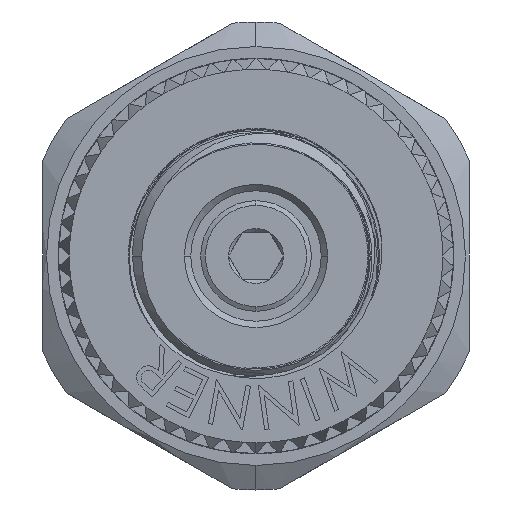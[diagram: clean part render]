
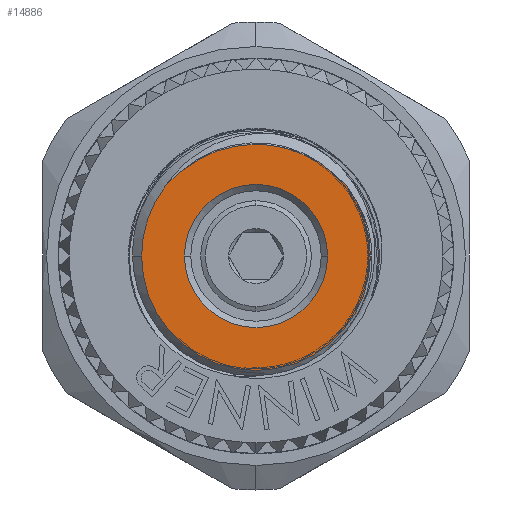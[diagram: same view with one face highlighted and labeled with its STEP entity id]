
A CAD part, left-side view. The second image highlights one B-rep face of the part: STEP entity #14886.
In plain terms, the highlighted planar face has unit normal (-1, 0, 0).
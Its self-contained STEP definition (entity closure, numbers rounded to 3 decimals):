
#1122 = AXIS2_PLACEMENT_3D ( 'NONE', #38746, #6996, #19466 ) ;
#1450 = CARTESIAN_POINT ( 'NONE',  ( -138.4, -5.715, 4.437 ) ) ;
#1815 = B_SPLINE_CURVE_WITH_KNOTS ( 'NONE', 3,
 ( #33002, #10364, #16927, #39285 ),
 .UNSPECIFIED., .F., .F.,
 ( 4, 4 ),
 ( 0., 0.001 ),
 .UNSPECIFIED. ) ;
#1914 = ORIENTED_EDGE ( 'NONE', *, *, #40202, .T. ) ;
#1975 = CARTESIAN_POINT ( 'NONE',  ( -138.4, 0.851, 7.06 ) ) ;
#2117 = CARTESIAN_POINT ( 'NONE',  ( -138.4, -3.31, 6.291 ) ) ;
#2593 = VERTEX_POINT ( 'NONE', #32519 ) ;
#2629 = AXIS2_PLACEMENT_3D ( 'NONE', #17454, #36882, #39807 ) ;
#2719 = VERTEX_POINT ( 'NONE', #14020 ) ;
#3438 = EDGE_LOOP ( 'NONE', ( #1914, #36615 ) ) ;
#4614 = CARTESIAN_POINT ( 'NONE',  ( -138.4, 0., 0. ) ) ;
#5205 = CARTESIAN_POINT ( 'NONE',  ( -138.4, 4.401, 5.634 ) ) ;
#5333 = DIRECTION ( 'NONE',  ( -1., 0., 0. ) ) ;
#5475 = DIRECTION ( 'NONE',  ( 0., -1., 0. ) ) ;
#5967 = ORIENTED_EDGE ( 'NONE', *, *, #29612, .F. ) ;
#6996 = DIRECTION ( 'NONE',  ( 1., 0., 0. ) ) ;
#8197 = EDGE_CURVE ( 'NONE', #13394, #35047, #8662, .T. ) ;
#8357 = B_SPLINE_CURVE_WITH_KNOTS ( 'NONE', 3,
 ( #40178, #5205, #15159, #8872, #18233, #40726, #1975, #37535, #21449, #24248, #2117, #31250, #21035, #40323 ),
 .UNSPECIFIED., .F., .F.,
 ( 4, 2, 2, 2, 2, 2, 4 ),
 ( 0., 0.001, 0.003, 0.005, 0.008, 0.009, 0.01 ),
 .UNSPECIFIED. ) ;
#8662 = CIRCLE ( 'NONE', #1122, 7.235 ) ;
#8871 = CARTESIAN_POINT ( 'NONE',  ( -138.4, 4.737, 5.369 ) ) ;
#8872 = CARTESIAN_POINT ( 'NONE',  ( -138.4, 3.304, 6.294 ) ) ;
#9187 = EDGE_CURVE ( 'NONE', #40742, #2593, #28753, .T. ) ;
#9274 = CIRCLE ( 'NONE', #25883, 7.235 ) ;
#10364 = CARTESIAN_POINT ( 'NONE',  ( -138.4, -5.095, 5.087 ) ) ;
#11013 = VERTEX_POINT ( 'NONE', #1450 ) ;
#12204 = CARTESIAN_POINT ( 'NONE',  ( -138.4, 5.715, 4.437 ) ) ;
#12736 = ORIENTED_EDGE ( 'NONE', *, *, #9187, .F. ) ;
#13394 = VERTEX_POINT ( 'NONE', #21085 ) ;
#14020 = CARTESIAN_POINT ( 'NONE',  ( -138.4, 4.525, 0. ) ) ;
#14429 = DIRECTION ( 'NONE',  ( 0., 1., 0. ) ) ;
#14886 = ADVANCED_FACE ( 'NONE', ( #21426, #22442 ), #30958, .T. ) ;
#15158 = CARTESIAN_POINT ( 'NONE',  ( -138.4, 5.715, 4.437 ) ) ;
#15159 = CARTESIAN_POINT ( 'NONE',  ( -138.4, 4.046, 5.875 ) ) ;
#15193 = DIRECTION ( 'NONE',  ( 0., -1., 0. ) ) ;
#16205 = CARTESIAN_POINT ( 'NONE',  ( -138.4, 7.235, 0. ) ) ;
#16222 = ORIENTED_EDGE ( 'NONE', *, *, #8197, .F. ) ;
#16927 = CARTESIAN_POINT ( 'NONE',  ( -138.4, -5.42, 4.776 ) ) ;
#17372 = DIRECTION ( 'NONE',  ( 1., 0., 0. ) ) ;
#17454 = CARTESIAN_POINT ( 'NONE',  ( -138.4, 0., 0. ) ) ;
#17698 = CARTESIAN_POINT ( 'NONE',  ( -138.4, 0., 0. ) ) ;
#17862 = CIRCLE ( 'NONE', #35982, 7.235 ) ;
#18215 = CARTESIAN_POINT ( 'NONE',  ( -138.4, 0., 0. ) ) ;
#18233 = CARTESIAN_POINT ( 'NONE',  ( -138.4, 2.913, 6.474 ) ) ;
#19466 = DIRECTION ( 'NONE',  ( 0., 1., 0. ) ) ;
#20407 = AXIS2_PLACEMENT_3D ( 'NONE', #18215, #5333, #5475 ) ;
#21035 = CARTESIAN_POINT ( 'NONE',  ( -138.4, -4.401, 5.634 ) ) ;
#21085 = CARTESIAN_POINT ( 'NONE',  ( -138.4, -7.235, 0. ) ) ;
#21426 = FACE_OUTER_BOUND ( 'NONE', #32041, .T. ) ;
#21449 = CARTESIAN_POINT ( 'NONE',  ( -138.4, -1.714, 6.908 ) ) ;
#22397 = EDGE_CURVE ( 'NONE', #33848, #11013, #1815, .T. ) ;
#22442 = FACE_BOUND ( 'NONE', #3438, .T. ) ;
#23115 = CIRCLE ( 'NONE', #40080, 4.525 ) ;
#24248 = CARTESIAN_POINT ( 'NONE',  ( -138.4, -2.919, 6.472 ) ) ;
#24287 = CARTESIAN_POINT ( 'NONE',  ( -138.4, 0., 0. ) ) ;
#24693 = ORIENTED_EDGE ( 'NONE', *, *, #36835, .F. ) ;
#25883 = AXIS2_PLACEMENT_3D ( 'NONE', #4614, #17372, #14429 ) ;
#27517 = VERTEX_POINT ( 'NONE', #37835 ) ;
#28753 = B_SPLINE_CURVE_WITH_KNOTS ( 'NONE', 3,
 ( #15158, #37534, #40724, #8871 ),
 .UNSPECIFIED., .F., .F.,
 ( 4, 4 ),
 ( 0.004, 0.005 ),
 .UNSPECIFIED. ) ;
#29612 = EDGE_CURVE ( 'NONE', #11013, #13394, #9274, .T. ) ;
#30290 = DIRECTION ( 'NONE',  ( 0., 1., 0. ) ) ;
#30498 = ORIENTED_EDGE ( 'NONE', *, *, #22397, .F. ) ;
#30958 = PLANE ( 'NONE',  #20407 ) ;
#31250 = CARTESIAN_POINT ( 'NONE',  ( -138.4, -4.049, 5.873 ) ) ;
#32041 = EDGE_LOOP ( 'NONE', ( #12736, #24693, #16222, #5967, #30498, #35041 ) ) ;
#32519 = CARTESIAN_POINT ( 'NONE',  ( -138.4, 4.737, 5.369 ) ) ;
#32843 = EDGE_CURVE ( 'NONE', #2593, #33848, #8357, .T. ) ;
#33002 = CARTESIAN_POINT ( 'NONE',  ( -138.4, -4.737, 5.369 ) ) ;
#33703 = EDGE_CURVE ( 'NONE', #2719, #27517, #40519, .T. ) ;
#33848 = VERTEX_POINT ( 'NONE', #34215 ) ;
#34215 = CARTESIAN_POINT ( 'NONE',  ( -138.4, -4.737, 5.369 ) ) ;
#35041 = ORIENTED_EDGE ( 'NONE', *, *, #32843, .F. ) ;
#35047 = VERTEX_POINT ( 'NONE', #16205 ) ;
#35982 = AXIS2_PLACEMENT_3D ( 'NONE', #17698, #40057, #30290 ) ;
#36615 = ORIENTED_EDGE ( 'NONE', *, *, #33703, .T. ) ;
#36835 = EDGE_CURVE ( 'NONE', #35047, #40742, #17862, .T. ) ;
#36882 = DIRECTION ( 'NONE',  ( 1., 0., 0. ) ) ;
#37287 = DIRECTION ( 'NONE',  ( 1., 0., 0. ) ) ;
#37534 = CARTESIAN_POINT ( 'NONE',  ( -138.4, 5.42, 4.775 ) ) ;
#37535 = CARTESIAN_POINT ( 'NONE',  ( -138.4, -0.858, 7.06 ) ) ;
#37835 = CARTESIAN_POINT ( 'NONE',  ( -138.4, -4.525, 0. ) ) ;
#38746 = CARTESIAN_POINT ( 'NONE',  ( -138.4, 0., 0. ) ) ;
#39285 = CARTESIAN_POINT ( 'NONE',  ( -138.4, -5.715, 4.437 ) ) ;
#39807 = DIRECTION ( 'NONE',  ( 0., -1., 0. ) ) ;
#40057 = DIRECTION ( 'NONE',  ( 1., 0., 0. ) ) ;
#40080 = AXIS2_PLACEMENT_3D ( 'NONE', #24287, #37287, #15193 ) ;
#40178 = CARTESIAN_POINT ( 'NONE',  ( -138.4, 4.737, 5.369 ) ) ;
#40202 = EDGE_CURVE ( 'NONE', #27517, #2719, #23115, .T. ) ;
#40323 = CARTESIAN_POINT ( 'NONE',  ( -138.4, -4.737, 5.369 ) ) ;
#40519 = CIRCLE ( 'NONE', #2629, 4.525 ) ;
#40724 = CARTESIAN_POINT ( 'NONE',  ( -138.4, 5.095, 5.087 ) ) ;
#40726 = CARTESIAN_POINT ( 'NONE',  ( -138.4, 1.708, 6.909 ) ) ;
#40742 = VERTEX_POINT ( 'NONE', #12204 ) ;
